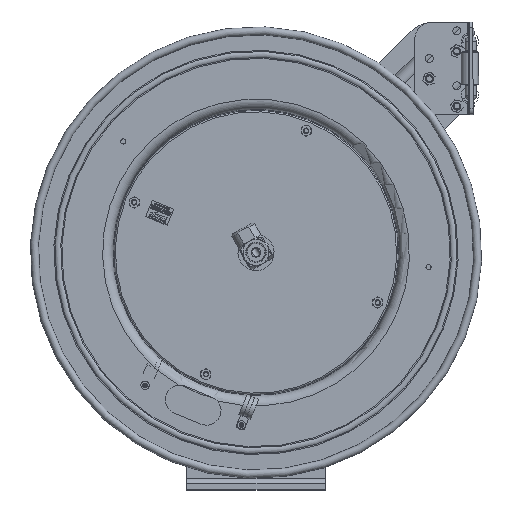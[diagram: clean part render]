
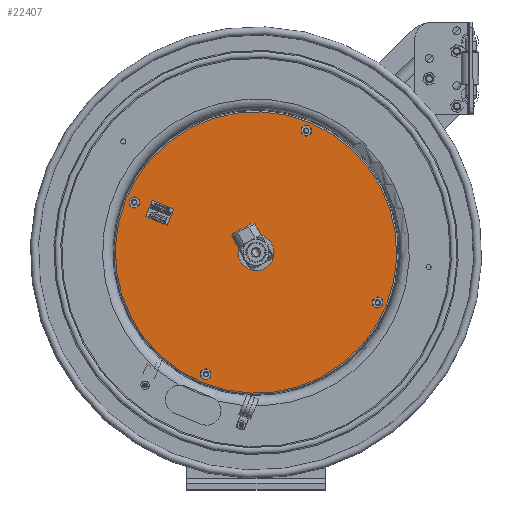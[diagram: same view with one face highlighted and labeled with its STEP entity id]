
A CAD part, top view. The second image highlights one B-rep face of the part: STEP entity #22407.
In plain terms, the highlighted planar face has unit normal (0, 0, 1).
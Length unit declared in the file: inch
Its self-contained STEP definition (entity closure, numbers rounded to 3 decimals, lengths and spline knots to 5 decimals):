
#6318=FACE_BOUND('',#7531,.T.);
#6319=FACE_BOUND('',#7532,.T.);
#6320=FACE_BOUND('',#7533,.T.);
#6321=FACE_BOUND('',#7534,.T.);
#6322=FACE_BOUND('',#7535,.T.);
#6707=PLANE('',#23206);
#6981=FACE_OUTER_BOUND('',#7530,.T.);
#7530=EDGE_LOOP('',(#19526));
#7531=EDGE_LOOP('',(#19527));
#7532=EDGE_LOOP('',(#19528));
#7533=EDGE_LOOP('',(#19529));
#7534=EDGE_LOOP('',(#19530));
#7535=EDGE_LOOP('',(#19531));
#8224=CIRCLE('',#23205,6.0775);
#8225=CIRCLE('',#23207,0.14);
#8226=CIRCLE('',#23208,0.14);
#8227=CIRCLE('',#23209,0.14);
#8228=CIRCLE('',#23210,0.14);
#8229=CIRCLE('',#23211,0.655);
#10936=VERTEX_POINT('',#36023);
#10937=VERTEX_POINT('',#36026);
#10938=VERTEX_POINT('',#36028);
#10939=VERTEX_POINT('',#36030);
#10940=VERTEX_POINT('',#36032);
#10941=VERTEX_POINT('',#36034);
#15070=EDGE_CURVE('',#10936,#10936,#8224,.T.);
#15071=EDGE_CURVE('',#10937,#10937,#8225,.T.);
#15072=EDGE_CURVE('',#10938,#10938,#8226,.T.);
#15073=EDGE_CURVE('',#10939,#10939,#8227,.T.);
#15074=EDGE_CURVE('',#10940,#10940,#8228,.T.);
#15075=EDGE_CURVE('',#10941,#10941,#8229,.T.);
#19526=ORIENTED_EDGE('',*,*,#15070,.F.);
#19527=ORIENTED_EDGE('',*,*,#15071,.T.);
#19528=ORIENTED_EDGE('',*,*,#15072,.T.);
#19529=ORIENTED_EDGE('',*,*,#15073,.T.);
#19530=ORIENTED_EDGE('',*,*,#15074,.T.);
#19531=ORIENTED_EDGE('',*,*,#15075,.T.);
#22407=ADVANCED_FACE('',(#6981,#6318,#6319,#6320,#6321,#6322),#6707,.T.);
#23205=AXIS2_PLACEMENT_3D('',#36024,#25874,#25875);
#23206=AXIS2_PLACEMENT_3D('',#36025,#25876,#25877);
#23207=AXIS2_PLACEMENT_3D('',#36027,#25878,#25879);
#23208=AXIS2_PLACEMENT_3D('',#36029,#25880,#25881);
#23209=AXIS2_PLACEMENT_3D('',#36031,#25882,#25883);
#23210=AXIS2_PLACEMENT_3D('',#36033,#25884,#25885);
#23211=AXIS2_PLACEMENT_3D('',#36035,#25886,#25887);
#25874=DIRECTION('center_axis',(0.,0.,
-1.));
#25875=DIRECTION('ref_axis',(0.925,-0.381,0.));
#25876=DIRECTION('center_axis',(0.,0.,
1.));
#25877=DIRECTION('ref_axis',(0.925,-0.381,0.));
#25878=DIRECTION('center_axis',(0.,0.,
-1.));
#25879=DIRECTION('ref_axis',(0.925,-0.381,0.));
#25880=DIRECTION('center_axis',(0.,0.,
-1.));
#25881=DIRECTION('ref_axis',(0.925,-0.381,0.));
#25882=DIRECTION('center_axis',(0.,0.,
-1.));
#25883=DIRECTION('ref_axis',(0.925,-0.381,0.));
#25884=DIRECTION('center_axis',(0.,0.,
-1.));
#25885=DIRECTION('ref_axis',(0.925,-0.381,0.));
#25886=DIRECTION('center_axis',(0.,0.,
-1.));
#25887=DIRECTION('ref_axis',(-0.925,0.381,0.));
#36023=CARTESIAN_POINT('',(46.3155,1.31274,-49.51578));
#36024=CARTESIAN_POINT('Origin',(51.93578,-0.99994,-49.51578));
#36025=CARTESIAN_POINT('Origin',(51.93578,-0.99994,-49.51578));
#36026=CARTESIAN_POINT('',(49.90097,-6.31283,-49.51578));
#36027=CARTESIAN_POINT('Origin',(49.77151,-6.25956,-49.51578));
#36028=CARTESIAN_POINT('',(54.22951,4.20641,-49.51578));
#36029=CARTESIAN_POINT('Origin',(54.10004,4.25968,-49.51578));
#36030=CARTESIAN_POINT('',(46.80562,1.11106,-49.51578));
#36031=CARTESIAN_POINT('Origin',(46.67616,1.16433,-49.51578));
#36032=CARTESIAN_POINT('',(57.32486,-3.21748,-49.51578));
#36033=CARTESIAN_POINT('Origin',(57.1954,-3.16421,-49.51578));
#36034=CARTESIAN_POINT('',(52.5415,-1.24918,-49.51578));
#36035=CARTESIAN_POINT('Origin',(51.93578,-0.99994,-49.51578));
